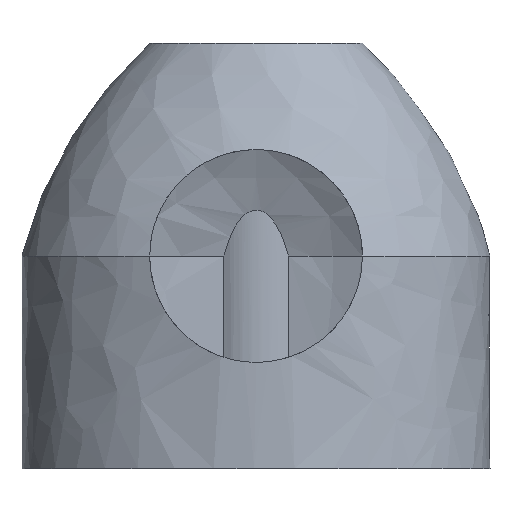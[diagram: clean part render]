
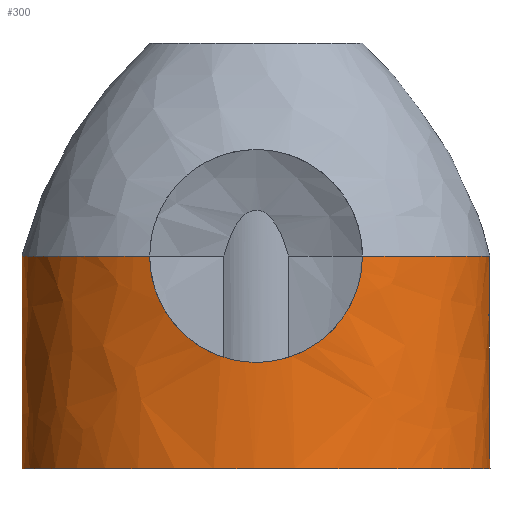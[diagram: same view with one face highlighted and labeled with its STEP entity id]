
A CAD part, front view. The second image highlights one B-rep face of the part: STEP entity #300.
In plain terms, the highlighted free-form (B-spline) face has degree [1, 2] with [2, 9] control points.
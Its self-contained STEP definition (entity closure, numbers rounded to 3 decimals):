
#15=(
BOUNDED_SURFACE()
B_SPLINE_SURFACE(1,2,((#848,#849,#850,#851,#852,#853,#854,#855,#856),(#857,
#858,#859,#860,#861,#862,#863,#864,#865)),.UNSPECIFIED.,.F.,.F.,.F.)
B_SPLINE_SURFACE_WITH_KNOTS((2,2),(3,2,2,2,3),(0.,0.909),(-7.64,
-6.176,-4.712,-3.249,-1.785),
 .UNSPECIFIED.)
GEOMETRIC_REPRESENTATION_ITEM()
RATIONAL_B_SPLINE_SURFACE(((1.,0.744,1.,0.744,1.,
0.744,1.,0.744,1.),(1.,0.744,1.,0.744,
1.,0.744,1.,0.744,1.)))
REPRESENTATION_ITEM('')
SURFACE()
);
#33=ELLIPSE('',#324,13.2,9.97);
#34=ELLIPSE('',#325,13.2,9.97);
#36=ELLIPSE('',#327,13.2,9.97);
#37=ELLIPSE('',#331,13.2,9.97);
#51=FACE_OUTER_BOUND('',#68,.T.);
#68=EDGE_LOOP('',(#242,#243,#244,#245,#246,#247,#248,#249,#250));
#81=LINE('',#823,#97);
#87=LINE('',#835,#103);
#88=LINE('',#866,#104);
#89=LINE('',#867,#105);
#97=VECTOR('',#363,12.);
#103=VECTOR('',#371,12.);
#104=VECTOR('',#390,12.);
#105=VECTOR('',#391,12.);
#111=B_SPLINE_CURVE_WITH_KNOTS('',3,(#417,#418,#419,#420,#421,#422,#423,
#424,#425,#426,#427,#428,#429,#430,#431,#432,#433,#434),.UNSPECIFIED.,.F.,
 .F.,(4,2,2,2,2,2,2,2,4),(0.,0.19,0.38,
0.57,0.76,0.95,1.141,
1.331,1.521),.UNSPECIFIED.);
#126=VERTEX_POINT('',#415);
#127=VERTEX_POINT('',#416);
#130=VERTEX_POINT('',#580);
#133=VERTEX_POINT('',#594);
#134=VERTEX_POINT('',#599);
#140=VERTEX_POINT('',#819);
#142=VERTEX_POINT('',#822);
#145=VERTEX_POINT('',#829);
#147=VERTEX_POINT('',#833);
#154=EDGE_CURVE('',#126,#127,#111,.T.);
#159=EDGE_CURVE('',#126,#130,#33,.T.);
#163=EDGE_CURVE('',#133,#134,#34,.T.);
#166=EDGE_CURVE('',#134,#127,#36,.T.);
#174=EDGE_CURVE('',#140,#142,#81,.T.);
#180=EDGE_CURVE('',#145,#147,#87,.T.);
#181=EDGE_CURVE('',#142,#147,#37,.T.);
#188=EDGE_CURVE('',#133,#145,#88,.T.);
#189=EDGE_CURVE('',#140,#130,#89,.T.);
#242=ORIENTED_EDGE('',*,*,#154,.T.);
#243=ORIENTED_EDGE('',*,*,#166,.F.);
#244=ORIENTED_EDGE('',*,*,#163,.F.);
#245=ORIENTED_EDGE('',*,*,#188,.T.);
#246=ORIENTED_EDGE('',*,*,#180,.T.);
#247=ORIENTED_EDGE('',*,*,#181,.F.);
#248=ORIENTED_EDGE('',*,*,#174,.F.);
#249=ORIENTED_EDGE('',*,*,#189,.T.);
#250=ORIENTED_EDGE('',*,*,#159,.F.);
#300=ADVANCED_FACE('',(#51),#15,.F.);
#324=AXIS2_PLACEMENT_3D('',#581,#352,#353);
#325=AXIS2_PLACEMENT_3D('',#600,#354,#355);
#327=AXIS2_PLACEMENT_3D('',#607,#358,#359);
#331=AXIS2_PLACEMENT_3D('',#837,#374,#375);
#352=DIRECTION('center_axis',(0.,0.,1.));
#353=DIRECTION('ref_axis',(1.,0.,0.));
#354=DIRECTION('center_axis',(0.,0.,1.));
#355=DIRECTION('ref_axis',(1.,0.,0.));
#358=DIRECTION('center_axis',(0.,0.,1.));
#359=DIRECTION('ref_axis',(1.,0.,0.));
#363=DIRECTION('',(0.,0.,-1.));
#371=DIRECTION('',(0.,0.,-1.));
#374=DIRECTION('center_axis',(0.,0.,-1.));
#375=DIRECTION('ref_axis',(1.,0.,0.));
#390=DIRECTION('',(0.,0.,-1.));
#391=DIRECTION('',(0.,0.,1.));
#415=CARTESIAN_POINT('',(47.,6.12,8.));
#416=CARTESIAN_POINT('',(35.,6.12,8.));
#417=CARTESIAN_POINT('Ctrl Pts',(47.,6.12,8.));
#418=CARTESIAN_POINT('Ctrl Pts',(47.,6.12,7.239));
#419=CARTESIAN_POINT('Ctrl Pts',(46.847,6.058,6.433));
#420=CARTESIAN_POINT('Ctrl Pts',(46.232,5.843,4.957));
#421=CARTESIAN_POINT('Ctrl Pts',(45.772,5.695,4.287));
#422=CARTESIAN_POINT('Ctrl Pts',(44.714,5.424,3.229));
#423=CARTESIAN_POINT('Ctrl Pts',(44.043,5.282,2.768));
#424=CARTESIAN_POINT('Ctrl Pts',(42.567,5.085,2.153));
#425=CARTESIAN_POINT('Ctrl Pts',(41.76,5.03,2.));
#426=CARTESIAN_POINT('Ctrl Pts',(40.24,5.03,2.));
#427=CARTESIAN_POINT('Ctrl Pts',(39.433,5.085,2.153));
#428=CARTESIAN_POINT('Ctrl Pts',(37.957,5.282,2.768));
#429=CARTESIAN_POINT('Ctrl Pts',(37.286,5.424,3.229));
#430=CARTESIAN_POINT('Ctrl Pts',(36.228,5.695,4.287));
#431=CARTESIAN_POINT('Ctrl Pts',(35.768,5.843,4.957));
#432=CARTESIAN_POINT('Ctrl Pts',(35.153,6.058,6.433));
#433=CARTESIAN_POINT('Ctrl Pts',(35.,6.12,7.239));
#434=CARTESIAN_POINT('Ctrl Pts',(35.,6.12,8.));
#580=CARTESIAN_POINT('',(43.804,24.742,8.));
#581=CARTESIAN_POINT('Origin',(41.,15.,8.));
#594=CARTESIAN_POINT('',(38.196,24.742,8.));
#599=CARTESIAN_POINT('',(27.8,15.,8.));
#600=CARTESIAN_POINT('Origin',(41.,15.,8.));
#607=CARTESIAN_POINT('Origin',(41.,15.,8.));
#819=CARTESIAN_POINT('',(43.804,24.742,5.6));
#822=CARTESIAN_POINT('',(43.804,24.742,-4.));
#823=CARTESIAN_POINT('',(43.804,24.742,5.6));
#829=CARTESIAN_POINT('',(38.196,24.742,5.6));
#833=CARTESIAN_POINT('',(38.196,24.742,-4.));
#835=CARTESIAN_POINT('',(38.196,24.742,5.6));
#837=CARTESIAN_POINT('Origin',(41.,15.,-4.));
#848=CARTESIAN_POINT('Ctrl Pts',(43.804,24.742,8.));
#849=CARTESIAN_POINT('Ctrl Pts',(55.391,22.84,8.));
#850=CARTESIAN_POINT('Ctrl Pts',(54.124,13.935,8.));
#851=CARTESIAN_POINT('Ctrl Pts',(52.858,5.03,8.));
#852=CARTESIAN_POINT('Ctrl Pts',(41.,5.03,8.));
#853=CARTESIAN_POINT('Ctrl Pts',(29.142,5.03,8.));
#854=CARTESIAN_POINT('Ctrl Pts',(27.876,13.935,8.));
#855=CARTESIAN_POINT('Ctrl Pts',(26.609,22.84,8.));
#856=CARTESIAN_POINT('Ctrl Pts',(38.196,24.742,8.));
#857=CARTESIAN_POINT('Ctrl Pts',(43.804,24.742,-4.));
#858=CARTESIAN_POINT('Ctrl Pts',(55.391,22.84,-4.));
#859=CARTESIAN_POINT('Ctrl Pts',(54.124,13.935,-4.));
#860=CARTESIAN_POINT('Ctrl Pts',(52.858,5.03,-4.));
#861=CARTESIAN_POINT('Ctrl Pts',(41.,5.03,-4.));
#862=CARTESIAN_POINT('Ctrl Pts',(29.142,5.03,-4.));
#863=CARTESIAN_POINT('Ctrl Pts',(27.876,13.935,-4.));
#864=CARTESIAN_POINT('Ctrl Pts',(26.609,22.84,-4.));
#865=CARTESIAN_POINT('Ctrl Pts',(38.196,24.742,-4.));
#866=CARTESIAN_POINT('',(38.196,24.742,8.));
#867=CARTESIAN_POINT('',(43.804,24.742,8.));
